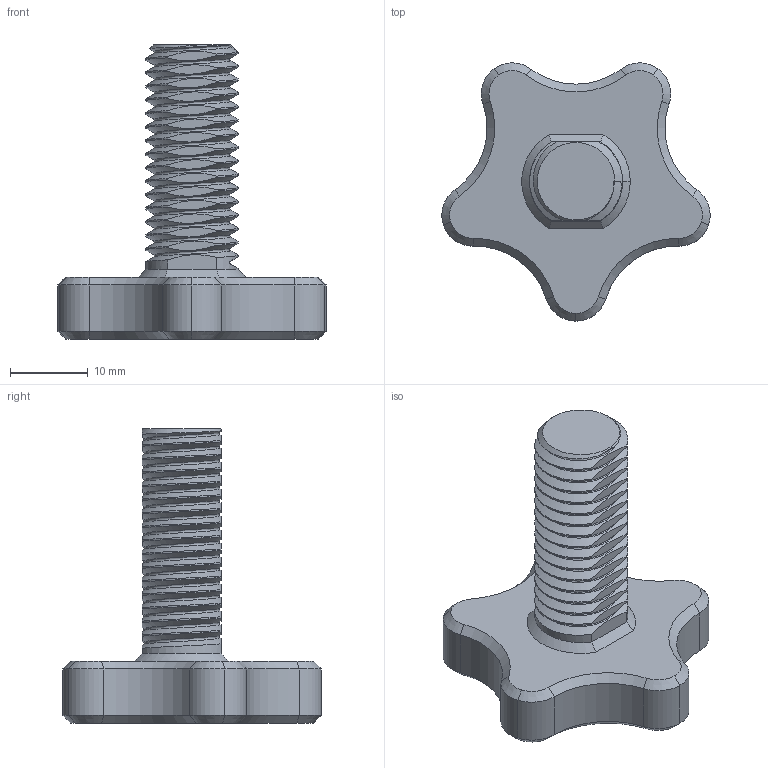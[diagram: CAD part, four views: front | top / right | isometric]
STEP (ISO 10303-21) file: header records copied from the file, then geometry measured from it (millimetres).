
FILE_DESCRIPTION(('FreeCAD Model'),'2;1');
FILE_NAME('Open CASCADE Shape Model','2024-06-16T08:01:45',(''),(''), 'Open CASCADE STEP processor 7.6','FreeCAD','Unknown');
FILE_SCHEMA(('AUTOMOTIVE_DESIGN { 1 0 10303 214 1 1 1 1 }'));
Length unit declared in the file: millimetre
Products named in the file (1): Srcrew
Bounding box: 34.63 x 33.33 x 38 mm (x, y, z)
Volume: 8346.1 mm3; surface area: 3740 mm2
Topology: 1 solids, 1 shells, 173 faces, 443 edges, 273 vertices
Faces by surface type: cylinder 48, bspline 48, plane 42, cone 35
Entity records: 17404 total; most frequent: CARTESIAN_POINT 13841, ORIENTED_EDGE 886, DIRECTION 525, EDGE_CURVE 443, VERTEX_POINT 273, B_SPLINE_CURVE_WITH_KNOTS 214, AXIS2_PLACEMENT_3D 203, FACE_BOUND 174
